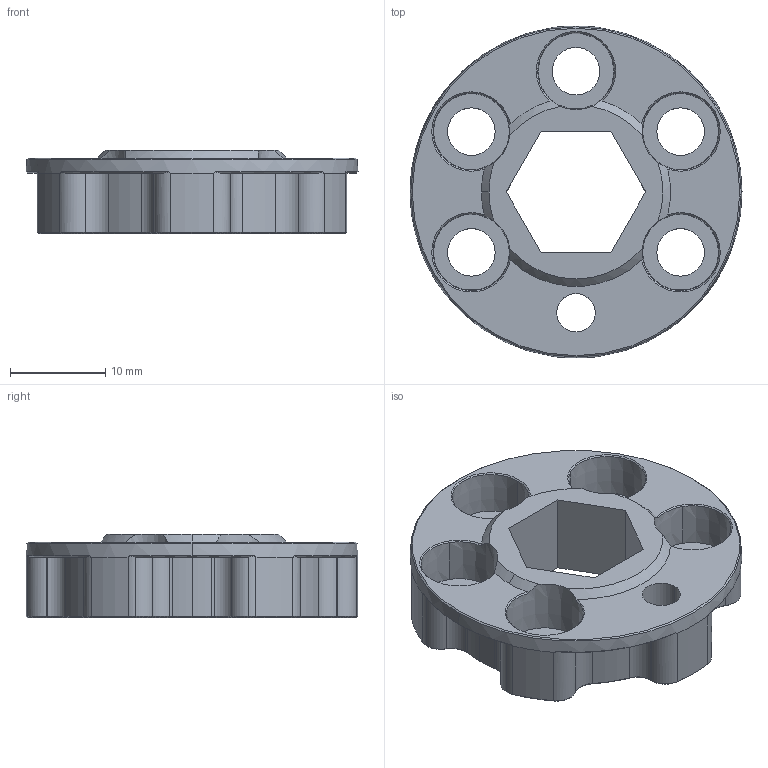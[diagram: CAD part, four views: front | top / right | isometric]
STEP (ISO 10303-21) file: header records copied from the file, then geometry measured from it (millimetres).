
FILE_DESCRIPTION (( 'STEP AP203' ), '1' );
FILE_NAME ('REV-21-2037.STEP', '2022-03-31T18:36:41', ( '' ), ( '' ), 'SwSTEP 2.0', 'SolidWorks 2022', '' );
FILE_SCHEMA (( 'CONFIG_CONTROL_DESIGN' ));
Length unit declared in the file: inch
Products named in the file (1): REV-21-2037
Bounding box: 34.91 x 34.89 x 8.73 mm (x, y, z)
Volume: 3910.2 mm3; surface area: 3657.6 mm2
Topology: 1 solids, 1 shells, 158 faces, 424 edges, 269 vertices
Faces by surface type: cone 81, cylinder 57, plane 20
Entity records: 5215 total; most frequent: CARTESIAN_POINT 1028, DIRECTION 938, ORIENTED_EDGE 848, EDGE_CURVE 424, AXIS2_PLACEMENT_3D 399, VERTEX_POINT 269, CIRCLE 240, EDGE_LOOP 173
